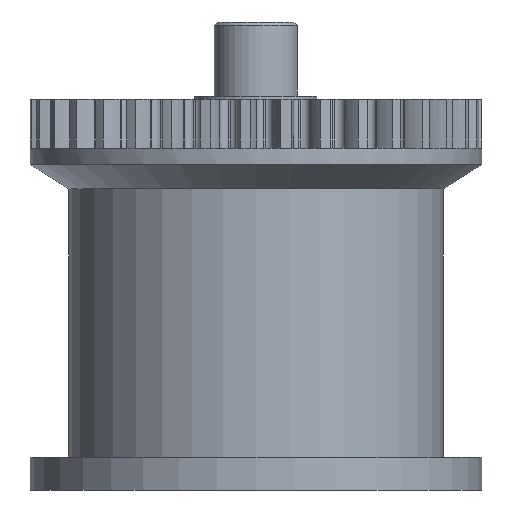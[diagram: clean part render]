
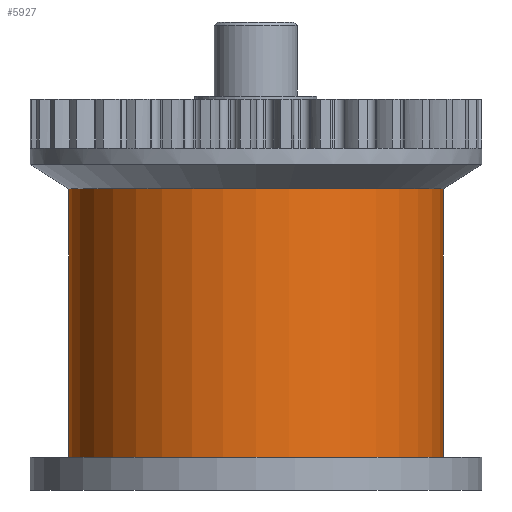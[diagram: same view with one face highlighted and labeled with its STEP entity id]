
A CAD part, front view. The second image highlights one B-rep face of the part: STEP entity #5927.
In plain terms, the highlighted cylindrical face has radius 11.5 mm (diameter 23 mm), a full revolution.
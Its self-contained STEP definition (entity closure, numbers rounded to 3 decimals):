
#199=CYLINDRICAL_SURFACE('',#6429,11.5);
#489=CIRCLE('',#6425,11.5);
#492=CIRCLE('',#6430,11.5);
#823=FACE_OUTER_BOUND('',#1161,.T.);
#1161=EDGE_LOOP('',(#4243,#4244,#4245,#4246));
#1551=LINE('',#14178,#1985);
#1985=VECTOR('',#7293,11.5);
#2636=VERTEX_POINT('',#14168);
#2639=VERTEX_POINT('',#14177);
#3265=EDGE_CURVE('',#2636,#2636,#489,.T.);
#3269=EDGE_CURVE('',#2636,#2639,#1551,.T.);
#3270=EDGE_CURVE('',#2639,#2639,#492,.T.);
#4243=ORIENTED_EDGE('',*,*,#3265,.F.);
#4244=ORIENTED_EDGE('',*,*,#3269,.T.);
#4245=ORIENTED_EDGE('',*,*,#3270,.T.);
#4246=ORIENTED_EDGE('',*,*,#3269,.F.);
#5927=ADVANCED_FACE('',(#823),#199,.T.);
#6425=AXIS2_PLACEMENT_3D('',#14169,#7282,#7283);
#6429=AXIS2_PLACEMENT_3D('',#14176,#7291,#7292);
#6430=AXIS2_PLACEMENT_3D('',#14179,#7294,#7295);
#7282=DIRECTION('center_axis',(0.,0.,1.));
#7283=DIRECTION('ref_axis',(1.,0.,0.));
#7291=DIRECTION('center_axis',(0.,0.,1.));
#7292=DIRECTION('ref_axis',(1.,0.,0.));
#7293=DIRECTION('',(0.,0.,-1.));
#7294=DIRECTION('center_axis',(0.,0.,1.));
#7295=DIRECTION('ref_axis',(1.,0.,0.));
#14168=CARTESIAN_POINT('',(-11.483,0.,-2.5));
#14169=CARTESIAN_POINT('Origin',(0.017,0.,-2.5));
#14176=CARTESIAN_POINT('Origin',(0.017,0.,-21.));
#14177=CARTESIAN_POINT('',(-11.483,0.,-19.));
#14178=CARTESIAN_POINT('',(-11.483,0.,-21.));
#14179=CARTESIAN_POINT('Origin',(0.017,0.,-19.));
